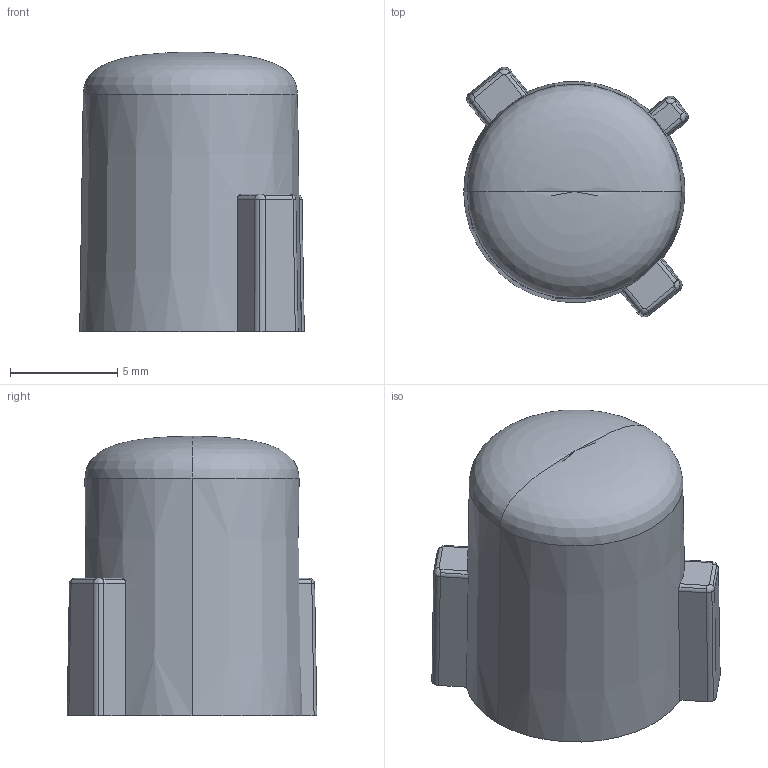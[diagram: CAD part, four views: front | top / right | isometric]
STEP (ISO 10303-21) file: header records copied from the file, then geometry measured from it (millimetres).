
FILE_DESCRIPTION (( 'STEP AP203' ), '1' );
FILE_NAME ('B Button Bald.step', '2024-10-02T07:17:30', ( '' ), ( '' ), 'SwSTEP 2.0', 'SolidWorks 2024', '' );
FILE_SCHEMA (( 'CONFIG_CONTROL_DESIGN' ));
Length unit declared in the file: millimetre
Products named in the file (1): B Button Bald
Bounding box: 10.45 x 11.62 x 13 mm (x, y, z)
Volume: 1048.7 mm3; surface area: 625.6 mm2
Topology: 1 solids, 1 shells, 58 faces, 152 edges, 95 vertices
Faces by surface type: cylinder 32, plane 14, bspline 8, cone 4
Entity records: 2264 total; most frequent: CARTESIAN_POINT 893, ORIENTED_EDGE 300, DIRECTION 222, EDGE_CURVE 150, VERTEX_POINT 95, AXIS2_PLACEMENT_3D 81, VECTOR 60, B_SPLINE_CURVE_WITH_KNOTS 60
